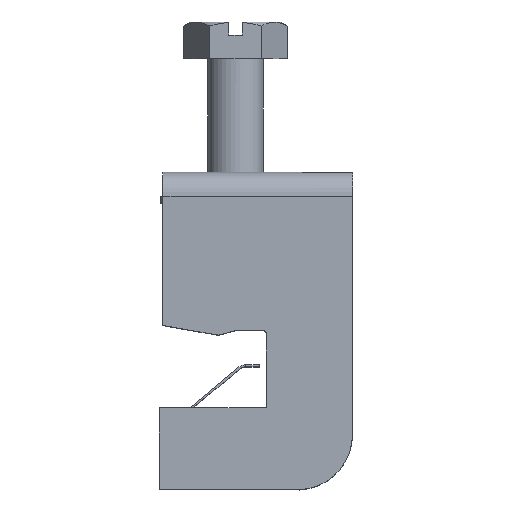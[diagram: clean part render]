
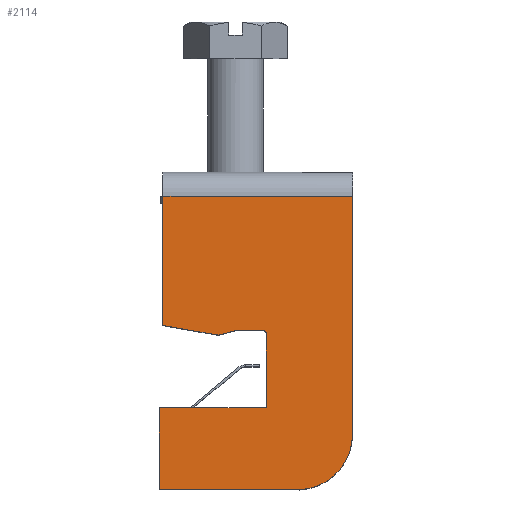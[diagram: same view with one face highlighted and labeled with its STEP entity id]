
A CAD part, top view. The second image highlights one B-rep face of the part: STEP entity #2114.
In plain terms, the highlighted planar face has unit normal (0, 0, 1).
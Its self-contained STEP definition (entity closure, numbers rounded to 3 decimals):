
#128=FACE_OUTER_BOUND('',#240,.T.);
#240=EDGE_LOOP('',(#1644,#1645,#1646,#1647,#1648,#1649,#1650,#1651,#1652,
#1653,#1654,#1655,#1656,#1657));
#315=CIRCLE('',#2253,0.5);
#316=CIRCLE('',#2254,0.5);
#317=CIRCLE('',#2255,8.);
#499=LINE('',#3312,#733);
#500=LINE('',#3314,#734);
#501=LINE('',#3316,#735);
#502=LINE('',#3318,#736);
#503=LINE('',#3322,#737);
#504=LINE('',#3326,#738);
#505=LINE('',#3328,#739);
#506=LINE('',#3330,#740);
#507=LINE('',#3332,#741);
#508=LINE('',#3336,#742);
#509=LINE('',#3337,#743);
#733=VECTOR('',#2673,18.689);
#734=VECTOR('',#2674,8.123);
#735=VECTOR('',#2675,2.705);
#736=VECTOR('',#2676,3.898);
#737=VECTOR('',#2679,10.7);
#738=VECTOR('',#2682,15.509);
#739=VECTOR('',#2683,11.875);
#740=VECTOR('',#2684,20.317);
#741=VECTOR('',#2685,0.006);
#742=VECTOR('',#2688,34.5);
#743=VECTOR('',#2689,27.5);
#959=VERTEX_POINT('',#3310);
#960=VERTEX_POINT('',#3311);
#961=VERTEX_POINT('',#3313);
#962=VERTEX_POINT('',#3315);
#963=VERTEX_POINT('',#3317);
#964=VERTEX_POINT('',#3319);
#965=VERTEX_POINT('',#3321);
#966=VERTEX_POINT('',#3323);
#967=VERTEX_POINT('',#3325);
#968=VERTEX_POINT('',#3327);
#969=VERTEX_POINT('',#3329);
#970=VERTEX_POINT('',#3331);
#971=VERTEX_POINT('',#3333);
#972=VERTEX_POINT('',#3335);
#1211=EDGE_CURVE('',#959,#960,#499,.T.);
#1212=EDGE_CURVE('',#961,#959,#500,.T.);
#1213=EDGE_CURVE('',#962,#961,#501,.T.);
#1214=EDGE_CURVE('',#963,#962,#502,.T.);
#1215=EDGE_CURVE('',#964,#963,#315,.T.);
#1216=EDGE_CURVE('',#965,#964,#503,.T.);
#1217=EDGE_CURVE('',#966,#965,#316,.T.);
#1218=EDGE_CURVE('',#967,#966,#504,.T.);
#1219=EDGE_CURVE('',#968,#967,#505,.T.);
#1220=EDGE_CURVE('',#969,#968,#506,.T.);
#1221=EDGE_CURVE('',#970,#969,#507,.T.);
#1222=EDGE_CURVE('',#971,#970,#317,.T.);
#1223=EDGE_CURVE('',#972,#971,#508,.T.);
#1224=EDGE_CURVE('',#960,#972,#509,.T.);
#1644=ORIENTED_EDGE('',*,*,#1211,.F.);
#1645=ORIENTED_EDGE('',*,*,#1212,.F.);
#1646=ORIENTED_EDGE('',*,*,#1213,.F.);
#1647=ORIENTED_EDGE('',*,*,#1214,.F.);
#1648=ORIENTED_EDGE('',*,*,#1215,.F.);
#1649=ORIENTED_EDGE('',*,*,#1216,.F.);
#1650=ORIENTED_EDGE('',*,*,#1217,.F.);
#1651=ORIENTED_EDGE('',*,*,#1218,.F.);
#1652=ORIENTED_EDGE('',*,*,#1219,.F.);
#1653=ORIENTED_EDGE('',*,*,#1220,.F.);
#1654=ORIENTED_EDGE('',*,*,#1221,.F.);
#1655=ORIENTED_EDGE('',*,*,#1222,.F.);
#1656=ORIENTED_EDGE('',*,*,#1223,.F.);
#1657=ORIENTED_EDGE('',*,*,#1224,.F.);
#1932=PLANE('',#2252);
#2114=ADVANCED_FACE('',(#128),#1932,.T.);
#2252=AXIS2_PLACEMENT_3D('',#3309,#2671,#2672);
#2253=AXIS2_PLACEMENT_3D('',#3320,#2677,#2678);
#2254=AXIS2_PLACEMENT_3D('',#3324,#2680,#2681);
#2255=AXIS2_PLACEMENT_3D('',#3334,#2686,#2687);
#2671=DIRECTION('center_axis',(0.,0.,
1.));
#2672=DIRECTION('ref_axis',(1.,-0.001,0.));
#2673=DIRECTION('',(0.001,1.,0.));
#2674=DIRECTION('',(-0.985,0.174,0.));
#2675=DIRECTION('',(-0.966,-0.258,0.));
#2676=DIRECTION('',(-1.,0.001,0.));
#2677=DIRECTION('center_axis',(0.,0.,
1.));
#2678=DIRECTION('ref_axis',(0.708,0.707,0.));
#2679=DIRECTION('',(0.001,1.,0.));
#2680=DIRECTION('center_axis',(0.,0.,
1.));
#2681=DIRECTION('ref_axis',(0.707,-0.708,0.));
#2682=DIRECTION('',(1.,-0.001,0.));
#2683=DIRECTION('',(0.001,1.,0.));
#2684=DIRECTION('',(-1.,0.001,0.));
#2685=DIRECTION('',(-0.001,-1.,0.));
#2686=DIRECTION('center_axis',(0.,0.,
-1.));
#2687=DIRECTION('ref_axis',(0.707,-0.708,0.));
#2688=DIRECTION('',(-0.001,-1.,0.));
#2689=DIRECTION('',(1.,-0.001,0.));
#3309=CARTESIAN_POINT('Origin',(-47.806,-0.235,-5.416));
#3310=CARTESIAN_POINT('',(-60.159,18.085,-5.416));
#3311=CARTESIAN_POINT('',(-60.144,36.774,-5.416));
#3312=CARTESIAN_POINT('',(-60.142,40.274,-5.416));
#3313=CARTESIAN_POINT('',(-52.16,16.668,-5.416));
#3314=CARTESIAN_POINT('',(-60.159,18.085,-5.416));
#3315=CARTESIAN_POINT('',(-49.547,17.366,-5.416));
#3316=CARTESIAN_POINT('',(-52.16,16.668,-5.416));
#3317=CARTESIAN_POINT('',(-45.65,17.363,-5.416));
#3318=CARTESIAN_POINT('',(-49.547,17.366,-5.416));
#3319=CARTESIAN_POINT('',(-45.15,16.863,-5.416));
#3320=CARTESIAN_POINT('Origin',(-45.65,16.863,-5.416));
#3321=CARTESIAN_POINT('',(-45.159,6.163,-5.416));
#3322=CARTESIAN_POINT('',(-45.15,17.363,-5.416));
#3323=CARTESIAN_POINT('',(-45.159,6.138,-5.416));
#3324=CARTESIAN_POINT('Origin',(-45.659,6.163,-5.416));
#3325=CARTESIAN_POINT('',(-60.669,6.15,-5.416));
#3326=CARTESIAN_POINT('',(-60.669,6.15,-5.416));
#3327=CARTESIAN_POINT('',(-60.678,-5.725,-5.416));
#3328=CARTESIAN_POINT('',(-60.678,-5.725,-5.416));
#3329=CARTESIAN_POINT('',(-40.361,-5.741,-5.416));
#3330=CARTESIAN_POINT('',(-60.178,-5.726,-5.416));
#3331=CARTESIAN_POINT('',(-40.361,-5.735,-5.416));
#3332=CARTESIAN_POINT('',(-40.352,6.134,-5.416));
#3333=CARTESIAN_POINT('',(-32.672,2.253,-5.416));
#3334=CARTESIAN_POINT('Origin',(-40.672,2.259,-5.416));
#3335=CARTESIAN_POINT('',(-32.644,36.753,-5.416));
#3336=CARTESIAN_POINT('',(-32.678,-5.747,-5.416));
#3337=CARTESIAN_POINT('',(-58.247,36.773,-5.416));
